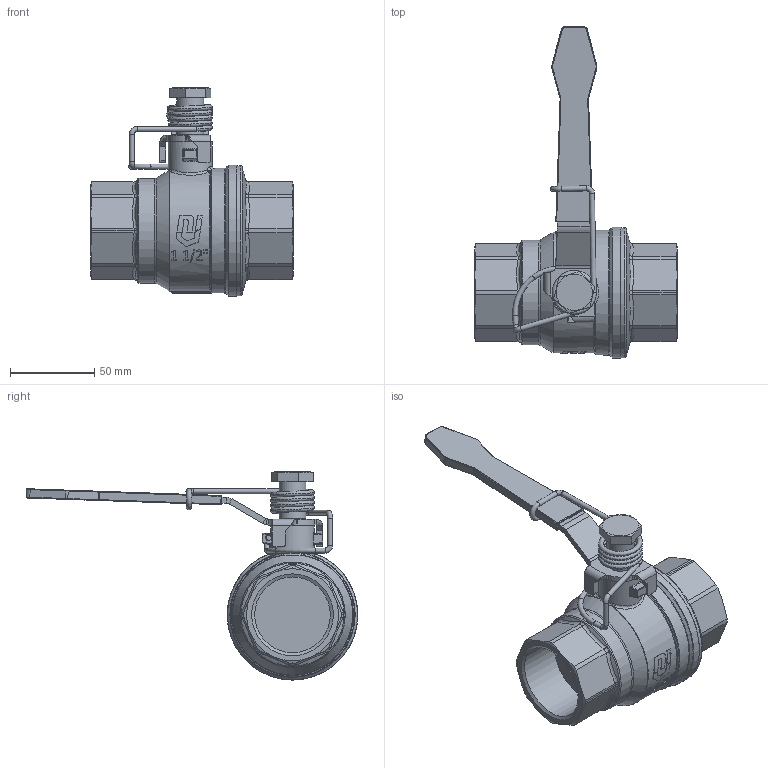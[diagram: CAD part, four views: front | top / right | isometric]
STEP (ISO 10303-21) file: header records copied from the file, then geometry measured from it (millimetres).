
FILE_DESCRIPTION(('HOOPS Exchange Step'),'2;1');
FILE_NAME('GK13_DN40.stp','2025-12-10T14:14:53+01:00',('nieru'),('Unknown organisation'),'HOOPS Exchange 2024.2','HOOPS Exchange','Unknown authorisation');
FILE_SCHEMA( ('AP203_CONFIGURATION_CONTROLLED_3D_DESIGN_OF_MECHANICAL_PARTS_AND_ASSEMBLIES_MIM_LF') );
Length unit declared in the file: millimetre
Products named in the file (2): 0; root
Assembly tree (1 placements, depth 2):
  root
    0
Bounding box: 120 x 196.65 x 123.45 mm (x, y, z)
Volume: 345393.5 mm3; surface area: 57191.6 mm2
Topology: 1 solids, 1 shells, 667 faces, 1820 edges, 1168 vertices
Faces by surface type: plane 201, bspline 188, cylinder 168, torus 61, cone 30, sphere 19
Full cylindrical faces by diameter (mm): 3 x5, 13.98 x1, 16 x1, 26 x1, 44.845 x2, 62 x1, 74 x1, 77 x1, 77.5 x1
Entity records: 31384 total; most frequent: CARTESIAN_POINT 16375, ORIENTED_EDGE 3604, DIRECTION 2331, EDGE_CURVE 1802, VERTEX_POINT 1168, AXIS2_PLACEMENT_3D 922, B_SPLINE_CURVE_WITH_KNOTS 783, EDGE_LOOP 706
